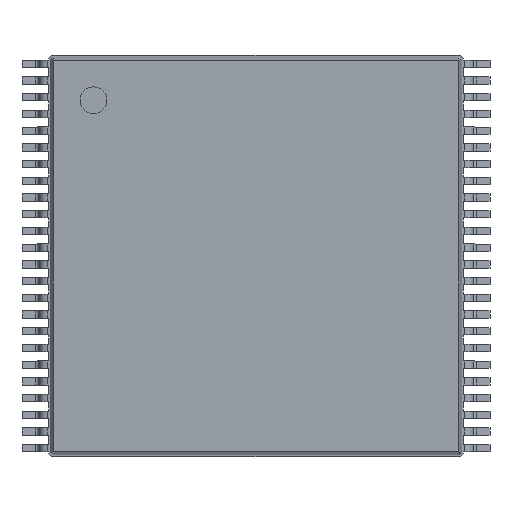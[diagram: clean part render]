
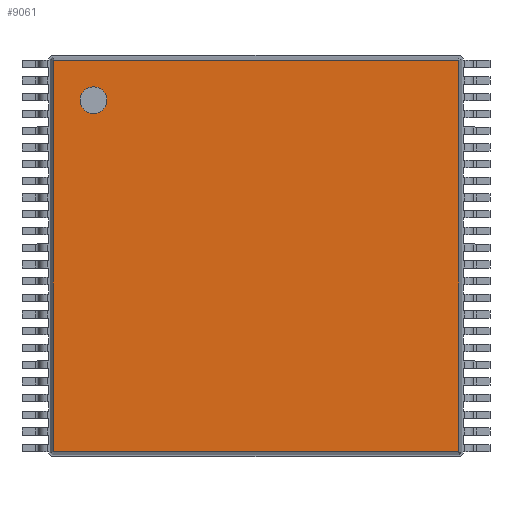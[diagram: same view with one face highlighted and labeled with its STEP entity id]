
A CAD part, top view. The second image highlights one B-rep face of the part: STEP entity #9061.
In plain terms, the highlighted planar face has unit normal (0, 0, 1).
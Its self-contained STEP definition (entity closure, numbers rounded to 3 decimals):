
#2864 = VERTEX_POINT('',#2865);
#2865 = CARTESIAN_POINT('',(6.06,-5.84,1.25));
#2870 = EDGE_CURVE('',#2871,#2864,#2873,.T.);
#2871 = VERTEX_POINT('',#2872);
#2872 = CARTESIAN_POINT('',(6.06,5.84,1.25));
#2873 = LINE('',#2874,#2875);
#2874 = CARTESIAN_POINT('',(6.06,5.84,1.25));
#2875 = VECTOR('',#2876,1.);
#2876 = DIRECTION('',(0.,-1.,0.));
#9044 = VERTEX_POINT('',#9045);
#9045 = CARTESIAN_POINT('',(6.04,-5.86,1.25));
#9050 = EDGE_CURVE('',#2864,#9044,#9051,.T.);
#9051 = LINE('',#9052,#9053);
#9052 = CARTESIAN_POINT('',(6.06,-5.84,1.25));
#9053 = VECTOR('',#9054,1.);
#9054 = DIRECTION('',(-0.707,-0.707,0.));
#9061 = ADVANCED_FACE('',(#9062,#9112),#9123,.F.);
#9062 = FACE_BOUND('',#9063,.F.);
#9063 = EDGE_LOOP('',(#9064,#9074,#9080,#9081,#9082,#9090,#9098,#9106));
#9064 = ORIENTED_EDGE('',*,*,#9065,.T.);
#9065 = EDGE_CURVE('',#9066,#9068,#9070,.T.);
#9066 = VERTEX_POINT('',#9067);
#9067 = CARTESIAN_POINT('',(-6.04,5.86,1.25));
#9068 = VERTEX_POINT('',#9069);
#9069 = CARTESIAN_POINT('',(6.04,5.86,1.25));
#9070 = LINE('',#9071,#9072);
#9071 = CARTESIAN_POINT('',(-6.04,5.86,1.25));
#9072 = VECTOR('',#9073,1.);
#9073 = DIRECTION('',(1.,0.,0.));
#9074 = ORIENTED_EDGE('',*,*,#9075,.T.);
#9075 = EDGE_CURVE('',#9068,#2871,#9076,.T.);
#9076 = LINE('',#9077,#9078);
#9077 = CARTESIAN_POINT('',(6.04,5.86,1.25));
#9078 = VECTOR('',#9079,1.);
#9079 = DIRECTION('',(0.707,-0.707,0.));
#9080 = ORIENTED_EDGE('',*,*,#2870,.T.);
#9081 = ORIENTED_EDGE('',*,*,#9050,.T.);
#9082 = ORIENTED_EDGE('',*,*,#9083,.T.);
#9083 = EDGE_CURVE('',#9044,#9084,#9086,.T.);
#9084 = VERTEX_POINT('',#9085);
#9085 = CARTESIAN_POINT('',(-6.04,-5.86,1.25));
#9086 = LINE('',#9087,#9088);
#9087 = CARTESIAN_POINT('',(6.04,-5.86,1.25));
#9088 = VECTOR('',#9089,1.);
#9089 = DIRECTION('',(-1.,0.,0.));
#9090 = ORIENTED_EDGE('',*,*,#9091,.T.);
#9091 = EDGE_CURVE('',#9084,#9092,#9094,.T.);
#9092 = VERTEX_POINT('',#9093);
#9093 = CARTESIAN_POINT('',(-6.06,-5.84,1.25));
#9094 = LINE('',#9095,#9096);
#9095 = CARTESIAN_POINT('',(-6.04,-5.86,1.25));
#9096 = VECTOR('',#9097,1.);
#9097 = DIRECTION('',(-0.707,0.707,0.));
#9098 = ORIENTED_EDGE('',*,*,#9099,.T.);
#9099 = EDGE_CURVE('',#9092,#9100,#9102,.T.);
#9100 = VERTEX_POINT('',#9101);
#9101 = CARTESIAN_POINT('',(-6.06,5.84,1.25));
#9102 = LINE('',#9103,#9104);
#9103 = CARTESIAN_POINT('',(-6.06,-5.84,1.25));
#9104 = VECTOR('',#9105,1.);
#9105 = DIRECTION('',(0.,1.,0.));
#9106 = ORIENTED_EDGE('',*,*,#9107,.T.);
#9107 = EDGE_CURVE('',#9100,#9066,#9108,.T.);
#9108 = LINE('',#9109,#9110);
#9109 = CARTESIAN_POINT('',(-6.06,5.84,1.25));
#9110 = VECTOR('',#9111,1.);
#9111 = DIRECTION('',(0.707,0.707,0.));
#9112 = FACE_BOUND('',#9113,.F.);
#9113 = EDGE_LOOP('',(#9114));
#9114 = ORIENTED_EDGE('',*,*,#9115,.T.);
#9115 = EDGE_CURVE('',#9116,#9116,#9118,.T.);
#9116 = VERTEX_POINT('',#9117);
#9117 = CARTESIAN_POINT('',(-4.86,4.26,1.25));
#9118 = CIRCLE('',#9119,0.4);
#9119 = AXIS2_PLACEMENT_3D('',#9120,#9121,#9122);
#9120 = CARTESIAN_POINT('',(-4.86,4.66,1.25));
#9121 = DIRECTION('',(-0.,0.,1.));
#9122 = DIRECTION('',(0.,-1.,0.));
#9123 = PLANE('',#9124);
#9124 = AXIS2_PLACEMENT_3D('',#9125,#9126,#9127);
#9125 = CARTESIAN_POINT('',(-6.04,5.86,1.25));
#9126 = DIRECTION('',(0.,-0.,-1.));
#9127 = DIRECTION('',(0.719,-0.695,0.));
